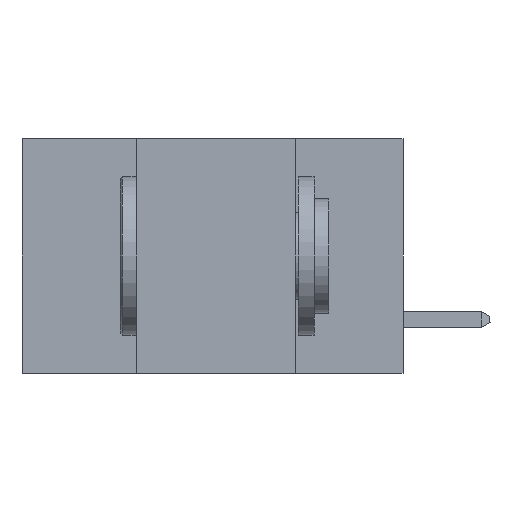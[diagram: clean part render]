
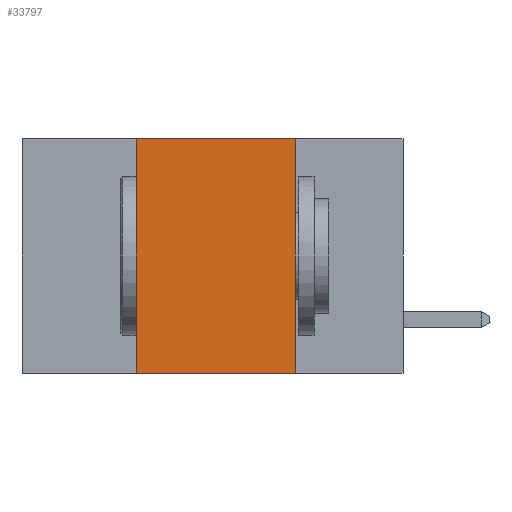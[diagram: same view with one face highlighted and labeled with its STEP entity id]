
A CAD part, left-side view. The second image highlights one B-rep face of the part: STEP entity #33797.
In plain terms, the highlighted planar face has unit normal (-1, 0, 0).
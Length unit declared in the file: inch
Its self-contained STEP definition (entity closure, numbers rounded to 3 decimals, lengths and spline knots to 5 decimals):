
#45 = VECTOR ( 'NONE', #2253, 39.37008 ) ;
#543 = LINE ( 'NONE', #28330, #36911 ) ;
#1459 = FACE_OUTER_BOUND ( 'NONE', #19322, .T. ) ;
#1568 = CARTESIAN_POINT ( 'NONE',  ( 0., 0.17, 0. ) ) ;
#1684 = VERTEX_POINT ( 'NONE', #16611 ) ;
#2253 = DIRECTION ( 'NONE',  ( 0., 0., -1. ) ) ;
#2418 = CARTESIAN_POINT ( 'NONE',  ( 0., 0.6, 0. ) ) ;
#2654 = EDGE_CURVE ( 'NONE', #18176, #32749, #8038, .T. ) ;
#4467 = CARTESIAN_POINT ( 'NONE',  ( 0., 0.17, -0.37 ) ) ;
#4748 = VECTOR ( 'NONE', #43831, 39.37008 ) ;
#4794 = VECTOR ( 'NONE', #39264, 39.37008 ) ;
#8038 = LINE ( 'NONE', #43249, #45 ) ;
#8572 = LINE ( 'NONE', #29350, #4794 ) ;
#8616 = DIRECTION ( 'NONE',  ( 0., 0., 1. ) ) ;
#12347 = AXIS2_PLACEMENT_3D ( 'NONE', #2418, #40002, #43417 ) ;
#14245 = VERTEX_POINT ( 'NONE', #35122 ) ;
#16611 = CARTESIAN_POINT ( 'NONE',  ( 0., 0.42, 0. ) ) ;
#16905 = EDGE_CURVE ( 'NONE', #14245, #1684, #543, .T. ) ;
#18176 = VERTEX_POINT ( 'NONE', #1568 ) ;
#19322 = EDGE_LOOP ( 'NONE', ( #28751, #43794, #27476, #27489 ) ) ;
#20038 = CARTESIAN_POINT ( 'NONE',  ( 0., 0.6, -0.37 ) ) ;
#22266 = EDGE_CURVE ( 'NONE', #1684, #18176, #8572, .T. ) ;
#22938 = PLANE ( 'NONE',  #12347 ) ;
#27096 = EDGE_CURVE ( 'NONE', #14245, #32749, #40520, .T. ) ;
#27476 = ORIENTED_EDGE ( 'NONE', *, *, #16905, .F. ) ;
#27489 = ORIENTED_EDGE ( 'NONE', *, *, #27096, .T. ) ;
#28330 = CARTESIAN_POINT ( 'NONE',  ( 0., 0.42, 0. ) ) ;
#28751 = ORIENTED_EDGE ( 'NONE', *, *, #2654, .F. ) ;
#29350 = CARTESIAN_POINT ( 'NONE',  ( 0., 0.6, 0. ) ) ;
#32749 = VERTEX_POINT ( 'NONE', #4467 ) ;
#33797 = ADVANCED_FACE ( 'NONE', ( #1459 ), #22938, .F. ) ;
#35122 = CARTESIAN_POINT ( 'NONE',  ( 0., 0.42, -0.37 ) ) ;
#36911 = VECTOR ( 'NONE', #8616, 39.37008 ) ;
#39264 = DIRECTION ( 'NONE',  ( 0., -1., 0. ) ) ;
#40002 = DIRECTION ( 'NONE',  ( 1., 0., 0. ) ) ;
#40520 = LINE ( 'NONE', #20038, #4748 ) ;
#43249 = CARTESIAN_POINT ( 'NONE',  ( 0., 0.17, 0. ) ) ;
#43417 = DIRECTION ( 'NONE',  ( 0., 0., -1. ) ) ;
#43794 = ORIENTED_EDGE ( 'NONE', *, *, #22266, .F. ) ;
#43831 = DIRECTION ( 'NONE',  ( 0., -1., 0. ) ) ;
